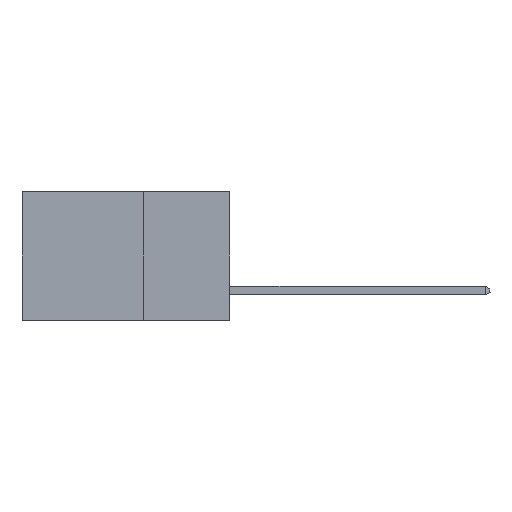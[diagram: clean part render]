
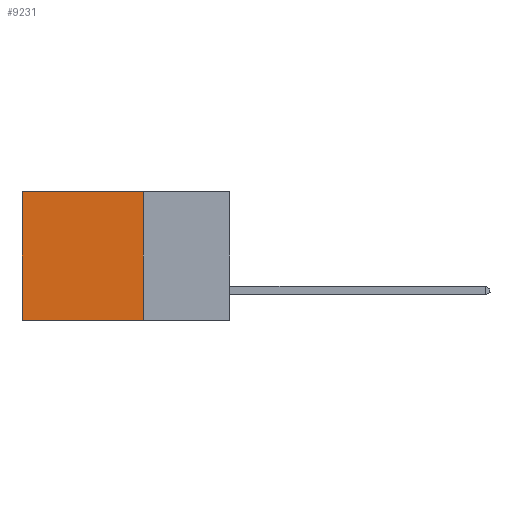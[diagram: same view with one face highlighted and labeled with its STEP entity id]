
A CAD part, left-side view. The second image highlights one B-rep face of the part: STEP entity #9231.
In plain terms, the highlighted planar face has unit normal (-1, 0, 0).
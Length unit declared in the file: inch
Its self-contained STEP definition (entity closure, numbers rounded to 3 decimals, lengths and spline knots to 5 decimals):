
#112 = EDGE_CURVE ( 'NONE', #2667, #13071, #8368, .T. ) ;
#195 = CARTESIAN_POINT ( 'NONE',  ( 0.298, 0.6, 0. ) ) ;
#1009 = CARTESIAN_POINT ( 'NONE',  ( 0.298, 0.25, -0.37 ) ) ;
#1112 = EDGE_CURVE ( 'NONE', #6421, #13071, #10252, .T. ) ;
#1189 = CARTESIAN_POINT ( 'NONE',  ( 0.298, 0.25, 0. ) ) ;
#1944 = ORIENTED_EDGE ( 'NONE', *, *, #112, .F. ) ;
#2667 = VERTEX_POINT ( 'NONE', #1009 ) ;
#2850 = EDGE_CURVE ( 'NONE', #6104, #2667, #10451, .T. ) ;
#3334 = PLANE ( 'NONE',  #12367 ) ;
#3711 = DIRECTION ( 'NONE',  ( 0., 1., 0. ) ) ;
#4705 = CARTESIAN_POINT ( 'NONE',  ( 0.298, 0.6, 0. ) ) ;
#5045 = VECTOR ( 'NONE', #8710, 39.37008 ) ;
#5633 = VECTOR ( 'NONE', #10538, 39.37008 ) ;
#5970 = CARTESIAN_POINT ( 'NONE',  ( 0.298, 0.6, -0.37 ) ) ;
#6104 = VERTEX_POINT ( 'NONE', #1189 ) ;
#6421 = VERTEX_POINT ( 'NONE', #4705 ) ;
#6573 = DIRECTION ( 'NONE',  ( 1., 0., 0. ) ) ;
#6600 = FACE_OUTER_BOUND ( 'NONE', #8276, .T. ) ;
#7373 = LINE ( 'NONE', #9771, #12458 ) ;
#7680 = CARTESIAN_POINT ( 'NONE',  ( 0.298, 0.25, 0. ) ) ;
#7860 = DIRECTION ( 'NONE',  ( 0., 1., 0. ) ) ;
#8057 = ORIENTED_EDGE ( 'NONE', *, *, #1112, .T. ) ;
#8276 = EDGE_LOOP ( 'NONE', ( #8057, #1944, #9125, #8942 ) ) ;
#8368 = LINE ( 'NONE', #13003, #10276 ) ;
#8589 = DIRECTION ( 'NONE',  ( 0., 0., -1. ) ) ;
#8632 = CARTESIAN_POINT ( 'NONE',  ( 0.298, 0.25, 0. ) ) ;
#8710 = DIRECTION ( 'NONE',  ( 0., 0., -1. ) ) ;
#8942 = ORIENTED_EDGE ( 'NONE', *, *, #9396, .T. ) ;
#9125 = ORIENTED_EDGE ( 'NONE', *, *, #2850, .F. ) ;
#9231 = ADVANCED_FACE ( 'NONE', ( #6600 ), #3334, .F. ) ;
#9396 = EDGE_CURVE ( 'NONE', #6104, #6421, #7373, .T. ) ;
#9771 = CARTESIAN_POINT ( 'NONE',  ( 0.298, 0.25, 0. ) ) ;
#10252 = LINE ( 'NONE', #195, #5633 ) ;
#10276 = VECTOR ( 'NONE', #7860, 39.37008 ) ;
#10451 = LINE ( 'NONE', #7680, #5045 ) ;
#10538 = DIRECTION ( 'NONE',  ( 0., 0., -1. ) ) ;
#12367 = AXIS2_PLACEMENT_3D ( 'NONE', #8632, #6573, #8589 ) ;
#12458 = VECTOR ( 'NONE', #3711, 39.37008 ) ;
#13003 = CARTESIAN_POINT ( 'NONE',  ( 0.298, 0.25, -0.37 ) ) ;
#13071 = VERTEX_POINT ( 'NONE', #5970 ) ;
